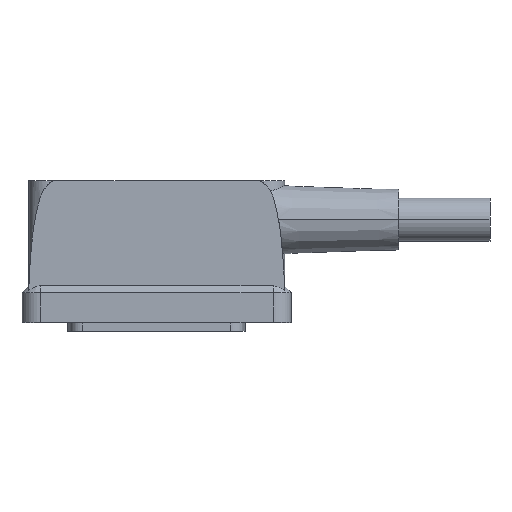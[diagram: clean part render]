
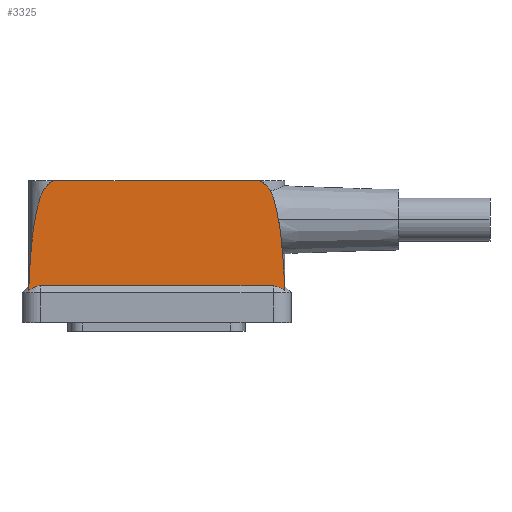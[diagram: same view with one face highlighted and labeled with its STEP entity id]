
A CAD part, top view. The second image highlights one B-rep face of the part: STEP entity #3325.
In plain terms, the highlighted planar face has unit normal (0, 0, 1).
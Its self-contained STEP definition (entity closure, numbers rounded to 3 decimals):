
#53 = VERTEX_POINT ( 'NONE', #591 ) ;
#121 = CARTESIAN_POINT ( 'NONE',  ( 25.5, 8., 9.4 ) ) ;
#132 = VERTEX_POINT ( 'NONE', #1265 ) ;
#167 = B_SPLINE_CURVE_WITH_KNOTS ( 'NONE', 3,
 ( #2914, #277, #1611, #2418, #187, #5111, #3311, #2386 ),
 .UNSPECIFIED., .F., .F.,
 ( 4, 2, 2, 4 ),
 ( 0., 0.5, 0.75, 1. ),
 .UNSPECIFIED. ) ;
#187 = CARTESIAN_POINT ( 'NONE',  ( -26.415, 7.847, 9.4 ) ) ;
#202 = VERTEX_POINT ( 'NONE', #3908 ) ;
#220 = AXIS2_PLACEMENT_3D ( 'NONE', #1585, #1156, #4677 ) ;
#277 = CARTESIAN_POINT ( 'NONE',  ( -27.657, 7.209, 9.4 ) ) ;
#298 = CARTESIAN_POINT ( 'NONE',  ( 27.246, 18.484, 9.4 ) ) ;
#362 = ORIENTED_EDGE ( 'NONE', *, *, #5213, .T. ) ;
#369 = ORIENTED_EDGE ( 'NONE', *, *, #2698, .T. ) ;
#482 = ORIENTED_EDGE ( 'NONE', *, *, #3848, .T. ) ;
#533 = CARTESIAN_POINT ( 'NONE',  ( 25.732, 8., 9.4 ) ) ;
#547 = AXIS2_PLACEMENT_3D ( 'NONE', #1270, #3914, #4277 ) ;
#560 = CARTESIAN_POINT ( 'NONE',  ( 19.3, 25.5, 9.4 ) ) ;
#591 = CARTESIAN_POINT ( 'NONE',  ( -23.166, 30.725, 9.4 ) ) ;
#731 = VERTEX_POINT ( 'NONE', #3812 ) ;
#739 = CARTESIAN_POINT ( 'NONE',  ( 121.9, 2.5, 9.4 ) ) ;
#757 = CARTESIAN_POINT ( 'NONE',  ( -22.333, 29.6, 9.4 ) ) ;
#913 = AXIS2_PLACEMENT_3D ( 'NONE', #5472, #3212, #5003 ) ;
#968 = CARTESIAN_POINT ( 'NONE',  ( 28.034, 6.94, 9.4 ) ) ;
#1006 = DIRECTION ( 'NONE',  ( -1., 0., 0. ) ) ;
#1103 = EDGE_CURVE ( 'NONE', #202, #2863, #167, .T. ) ;
#1156 = DIRECTION ( 'NONE',  ( 0., 0., 1. ) ) ;
#1180 = CIRCLE ( 'NONE', #5147, 50. ) ;
#1265 = CARTESIAN_POINT ( 'NONE',  ( -25.594, 27.125, 9.4 ) ) ;
#1270 = CARTESIAN_POINT ( 'NONE',  ( 121.9, 2.5, 9.4 ) ) ;
#1304 = CARTESIAN_POINT ( 'NONE',  ( -25.5, 8., 9.4 ) ) ;
#1522 = ORIENTED_EDGE ( 'NONE', *, *, #3318, .T. ) ;
#1540 = DIRECTION ( 'NONE',  ( 1., 0., 0. ) ) ;
#1585 = CARTESIAN_POINT ( 'NONE',  ( -121.9, 2.5, 9.4 ) ) ;
#1611 = CARTESIAN_POINT ( 'NONE',  ( -27.264, 7.463, 9.4 ) ) ;
#1653 = ORIENTED_EDGE ( 'NONE', *, *, #1103, .T. ) ;
#1710 = ORIENTED_EDGE ( 'NONE', *, *, #3889, .T. ) ;
#1818 = VERTEX_POINT ( 'NONE', #968 ) ;
#1931 = CIRCLE ( 'NONE', #547, 150. ) ;
#1944 = CARTESIAN_POINT ( 'NONE',  ( 22.333, 29.6, 9.4 ) ) ;
#1949 = EDGE_CURVE ( 'NONE', #2993, #3265, #4148, .T. ) ;
#2008 = DIRECTION ( 'NONE',  ( 1., 0., 0. ) ) ;
#2012 = CARTESIAN_POINT ( 'NONE',  ( 25.963, 7.967, 9.4 ) ) ;
#2084 = AXIS2_PLACEMENT_3D ( 'NONE', #757, #2572, #4284 ) ;
#2165 = FACE_OUTER_BOUND ( 'NONE', #4854, .T. ) ;
#2269 = AXIS2_PLACEMENT_3D ( 'NONE', #560, #2295, #3996 ) ;
#2295 = DIRECTION ( 'NONE',  ( 0., 0., 1. ) ) ;
#2351 = ORIENTED_EDGE ( 'NONE', *, *, #5623, .T. ) ;
#2386 = CARTESIAN_POINT ( 'NONE',  ( -25.5, 8., 9.4 ) ) ;
#2418 = CARTESIAN_POINT ( 'NONE',  ( -26.632, 7.762, 9.4 ) ) ;
#2435 = DIRECTION ( 'NONE',  ( 0., 0., 1. ) ) ;
#2491 = ORIENTED_EDGE ( 'NONE', *, *, #1949, .T. ) ;
#2572 = DIRECTION ( 'NONE',  ( 0., 0., 1. ) ) ;
#2698 = EDGE_CURVE ( 'NONE', #5053, #2993, #3747, .T. ) ;
#2724 = VECTOR ( 'NONE', #5541, 1000. ) ;
#2798 = CARTESIAN_POINT ( 'NONE',  ( 27.657, 7.209, 9.4 ) ) ;
#2863 = VERTEX_POINT ( 'NONE', #1304 ) ;
#2914 = CARTESIAN_POINT ( 'NONE',  ( -28.034, 6.94, 9.4 ) ) ;
#2933 = DIRECTION ( 'NONE',  ( 0., 0., 1. ) ) ;
#2993 = VERTEX_POINT ( 'NONE', #4962 ) ;
#3191 = LINE ( 'NONE', #4956, #3467 ) ;
#3212 = DIRECTION ( 'NONE',  ( 0., 0., 1. ) ) ;
#3222 = CARTESIAN_POINT ( 'NONE',  ( 27.26, 7.465, 9.4 ) ) ;
#3265 = VERTEX_POINT ( 'NONE', #5450 ) ;
#3306 = CARTESIAN_POINT ( 'NONE',  ( 26.412, 7.847, 9.4 ) ) ;
#3311 = CARTESIAN_POINT ( 'NONE',  ( -25.732, 8., 9.4 ) ) ;
#3318 = EDGE_CURVE ( 'NONE', #132, #3979, #1180, .T. ) ;
#3322 = AXIS2_PLACEMENT_3D ( 'NONE', #1944, #2435, #1540 ) ;
#3325 = ADVANCED_FACE ( 'NONE', ( #2165 ), #4694, .T. ) ;
#3350 = VERTEX_POINT ( 'NONE', #298 ) ;
#3449 = ORIENTED_EDGE ( 'NONE', *, *, #4977, .T. ) ;
#3467 = VECTOR ( 'NONE', #1006, 1000. ) ;
#3672 = EDGE_CURVE ( 'NONE', #731, #53, #4759, .T. ) ;
#3747 = CIRCLE ( 'NONE', #2269, 6.5 ) ;
#3812 = CARTESIAN_POINT ( 'NONE',  ( -22.333, 31., 9.4 ) ) ;
#3848 = EDGE_CURVE ( 'NONE', #3350, #5053, #4004, .T. ) ;
#3882 = EDGE_CURVE ( 'NONE', #2863, #4285, #4645, .T. ) ;
#3889 = EDGE_CURVE ( 'NONE', #1818, #3350, #4379, .T. ) ;
#3908 = CARTESIAN_POINT ( 'NONE',  ( -28.034, 6.94, 9.4 ) ) ;
#3914 = DIRECTION ( 'NONE',  ( 0., 0., 1. ) ) ;
#3935 = AXIS2_PLACEMENT_3D ( 'NONE', #739, #5589, #4267 ) ;
#3979 = VERTEX_POINT ( 'NONE', #5201 ) ;
#3996 = DIRECTION ( 'NONE',  ( 1., 0., 0. ) ) ;
#4004 = CIRCLE ( 'NONE', #4656, 50. ) ;
#4125 = DIRECTION ( 'NONE',  ( 0., 0., 1. ) ) ;
#4148 = CIRCLE ( 'NONE', #3322, 1.4 ) ;
#4178 = CARTESIAN_POINT ( 'NONE',  ( 28.034, 6.94, 9.4 ) ) ;
#4262 = EDGE_CURVE ( 'NONE', #3265, #731, #3191, .T. ) ;
#4267 = DIRECTION ( 'NONE',  ( 1., 0., 0. ) ) ;
#4277 = DIRECTION ( 'NONE',  ( 1., 0., 0. ) ) ;
#4284 = DIRECTION ( 'NONE',  ( 1., 0., 0. ) ) ;
#4285 = VERTEX_POINT ( 'NONE', #121 ) ;
#4357 = CARTESIAN_POINT ( 'NONE',  ( 25.594, 27.125, 9.4 ) ) ;
#4379 = CIRCLE ( 'NONE', #220, 150. ) ;
#4459 = ORIENTED_EDGE ( 'NONE', *, *, #4262, .T. ) ;
#4502 = CARTESIAN_POINT ( 'NONE',  ( 25.5, 8., 9.4 ) ) ;
#4513 = CIRCLE ( 'NONE', #913, 6.5 ) ;
#4645 = LINE ( 'NONE', #5081, #2724 ) ;
#4656 = AXIS2_PLACEMENT_3D ( 'NONE', #4991, #4125, #5050 ) ;
#4677 = DIRECTION ( 'NONE',  ( 1., 0., 0. ) ) ;
#4694 = PLANE ( 'NONE',  #3935 ) ;
#4759 = CIRCLE ( 'NONE', #2084, 1.4 ) ;
#4804 = CARTESIAN_POINT ( 'NONE',  ( 22.5, 13.45, 9.4 ) ) ;
#4814 = ORIENTED_EDGE ( 'NONE', *, *, #3882, .T. ) ;
#4854 = EDGE_LOOP ( 'NONE', ( #3449, #1653, #4814, #362, #1710, #482, #369, #2491, #4459, #4998, #2351, #1522 ) ) ;
#4956 = CARTESIAN_POINT ( 'NONE',  ( 22.333, 31., 9.4 ) ) ;
#4962 = CARTESIAN_POINT ( 'NONE',  ( 23.166, 30.725, 9.4 ) ) ;
#4977 = EDGE_CURVE ( 'NONE', #3979, #202, #1931, .T. ) ;
#4991 = CARTESIAN_POINT ( 'NONE',  ( -22.5, 13.45, 9.4 ) ) ;
#4998 = ORIENTED_EDGE ( 'NONE', *, *, #3672, .T. ) ;
#5003 = DIRECTION ( 'NONE',  ( 1., 0., 0. ) ) ;
#5037 = B_SPLINE_CURVE_WITH_KNOTS ( 'NONE', 3,
 ( #4502, #533, #2012, #3306, #5453, #3222, #2798, #4178 ),
 .UNSPECIFIED., .F., .F.,
 ( 4, 2, 2, 4 ),
 ( 0., 0.25, 0.5, 1. ),
 .UNSPECIFIED. ) ;
#5050 = DIRECTION ( 'NONE',  ( 1., 0., 0. ) ) ;
#5053 = VERTEX_POINT ( 'NONE', #4357 ) ;
#5081 = CARTESIAN_POINT ( 'NONE',  ( 121.9, 8., 9.4 ) ) ;
#5111 = CARTESIAN_POINT ( 'NONE',  ( -25.965, 7.966, 9.4 ) ) ;
#5147 = AXIS2_PLACEMENT_3D ( 'NONE', #4804, #2933, #2008 ) ;
#5201 = CARTESIAN_POINT ( 'NONE',  ( -27.246, 18.484, 9.4 ) ) ;
#5213 = EDGE_CURVE ( 'NONE', #4285, #1818, #5037, .T. ) ;
#5450 = CARTESIAN_POINT ( 'NONE',  ( 22.333, 31., 9.4 ) ) ;
#5453 = CARTESIAN_POINT ( 'NONE',  ( 26.631, 7.762, 9.4 ) ) ;
#5472 = CARTESIAN_POINT ( 'NONE',  ( -19.3, 25.5, 9.4 ) ) ;
#5541 = DIRECTION ( 'NONE',  ( 1., 0., 0. ) ) ;
#5589 = DIRECTION ( 'NONE',  ( 0., 0., 1. ) ) ;
#5623 = EDGE_CURVE ( 'NONE', #53, #132, #4513, .T. ) ;
